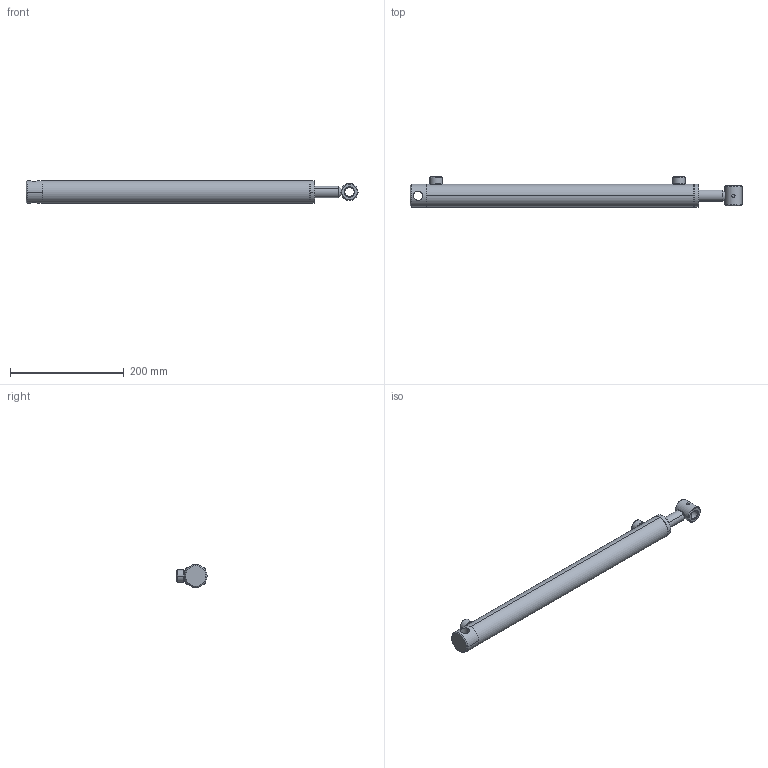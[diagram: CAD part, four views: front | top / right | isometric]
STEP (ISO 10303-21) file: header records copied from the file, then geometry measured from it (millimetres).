
FILE_DESCRIPTION (( 'STEP AP203' ), '1' );
FILE_NAME ('700-400.STEP', '2014-12-10T08:34:09', ( '' ), ( '' ), 'SwSTEP 2.0', 'SolidWorks 2015', '' );
FILE_SCHEMA (( 'CONFIG_CONTROL_DESIGN' ));
Length unit declared in the file: millimetre
Products named in the file (8): AL14; D700^700-400; P700^700-400; Boden^700-400; ET700; 700-400; Rohr^700-400; Stange^700-400
Assembly tree (8 placements, depth 2):
  700-400
    Rohr^700-400
    Stange^700-400
    AL14  x2
    D700^700-400
    P700^700-400
    Boden^700-400
    ET700
Bounding box: 584 x 53 x 40 mm (x, y, z)
Volume: 460696.5 mm3; surface area: 169230.7 mm2
Topology: 8 solids, 8 shells, 103 faces, 215 edges, 130 vertices
Faces by surface type: cylinder 44, cone 40, plane 19
Entity records: 3959 total; most frequent: CARTESIAN_POINT 1105, DIRECTION 457, ORIENTED_EDGE 374, AXIS2_PLACEMENT_3D 192, EDGE_CURVE 187, VERTEX_POINT 114, EDGE_LOOP 111, CIRCLE 92
